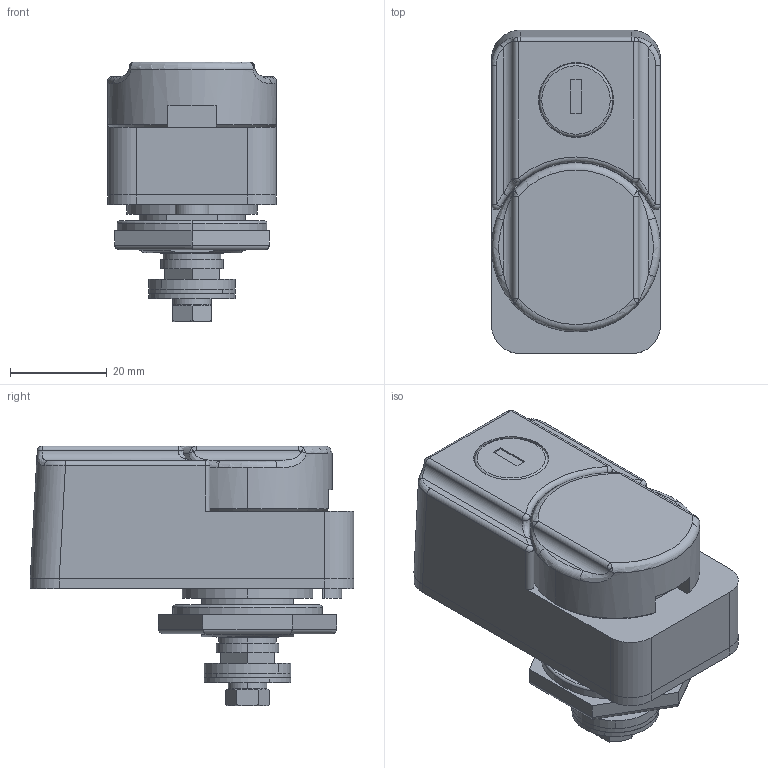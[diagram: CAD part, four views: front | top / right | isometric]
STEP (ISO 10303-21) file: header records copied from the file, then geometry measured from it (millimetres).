
FILE_DESCRIPTION (( 'STEP AP203' ), '1' );
FILE_NAME ('A-372-F-3.STEP', '2012-11-26T05:56:33', ( '11sw' ), ( 'タキゲン製造株式会社' ), 'SwSTEP 2.0', 'SolidWorks 2011', '' );
FILE_SCHEMA (( 'CONFIG_CONTROL_DESIGN' ));
Length unit declared in the file: millimetre
Products named in the file (14): A-372-F-3僇僶乕慻恾; カバーF-3; A-372-F-3儃僨乕慻恾; バックプレートF-3; ボデーF-3; A-372-F-3; 0200_公開用_0200-4-3.5; リングワッシャー_; 六角ナット; M5六角ボルト; 平ワッシャー; 角ワッシャー（薄）; 角ワッシャー（厚）; パッキンF-3
Assembly tree (13 placements, depth 3):
  A-372-F-3
    六角ナット
    A-372-F-3儃僨乕慻恾
      バックプレートF-3
      ボデーF-3
    平ワッシャー
    パッキンF-3
    M5六角ボルト
    A-372-F-3僇僶乕慻恾
      カバーF-3
    0200_公開用_0200-4-3.5
    リングワッシャー_
    角ワッシャー（厚）
    角ワッシャー（薄）
Bounding box: 35 x 67 x 53.8 mm (x, y, z)
Volume: 67228.6 mm3; surface area: 29127 mm2
Topology: 11 solids, 11 shells, 298 faces, 713 edges, 445 vertices
Faces by surface type: plane 123, cylinder 107, cone 29, bspline 20, torus 13, sphere 6
Entity records: 10953 total; most frequent: CARTESIAN_POINT 2600, DIRECTION 1485, ORIENTED_EDGE 1402, EDGE_CURVE 701, AXIS2_PLACEMENT_3D 574, VERTEX_POINT 441, VECTOR 337, LINE 337
